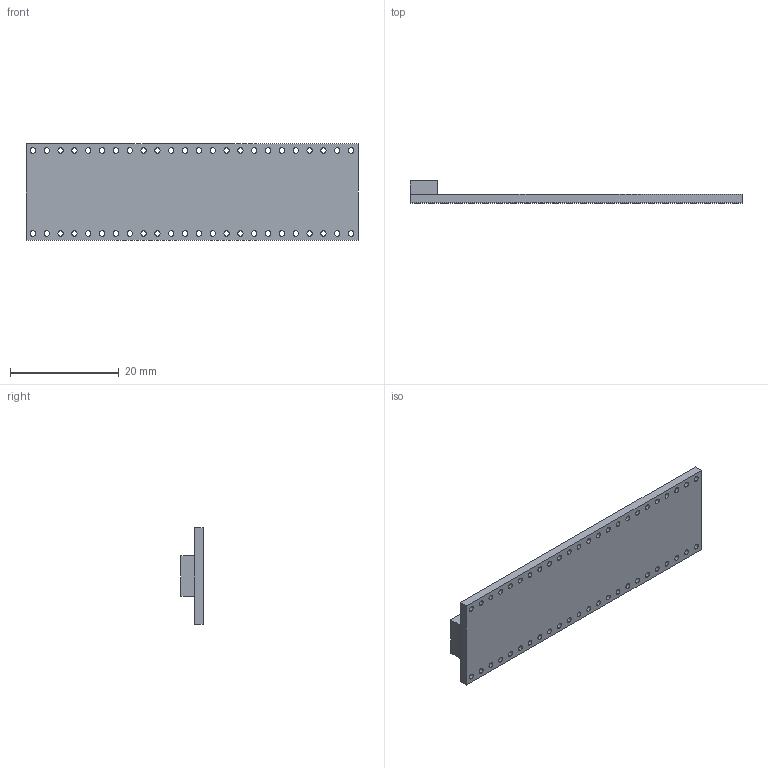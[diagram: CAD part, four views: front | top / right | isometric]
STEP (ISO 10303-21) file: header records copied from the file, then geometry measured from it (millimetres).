
FILE_DESCRIPTION (( 'STEP AP214' ), '1' );
FILE_NAME ('teensy_4.1.STEP', '2023-12-02T00:11:54', ( '' ), ( '' ), 'SwSTEP 2.0', 'SolidWorks 2022', '' );
FILE_SCHEMA (( 'AUTOMOTIVE_DESIGN' ));
Length unit declared in the file: millimetre
Products named in the file (1): teensy_4.1
Bounding box: 60.96 x 4.07 x 17.78 mm (x, y, z)
Volume: 1736.2 mm3; surface area: 2713.8 mm2
Topology: 2 solids, 2 shells, 108 faces, 312 edges, 208 vertices
Faces by surface type: cylinder 96, plane 12
Entity records: 3903 total; most frequent: DIRECTION 722, CARTESIAN_POINT 629, ORIENTED_EDGE 624, EDGE_CURVE 312, AXIS2_PLACEMENT_3D 301, VERTEX_POINT 208, EDGE_LOOP 204, CIRCLE 192
